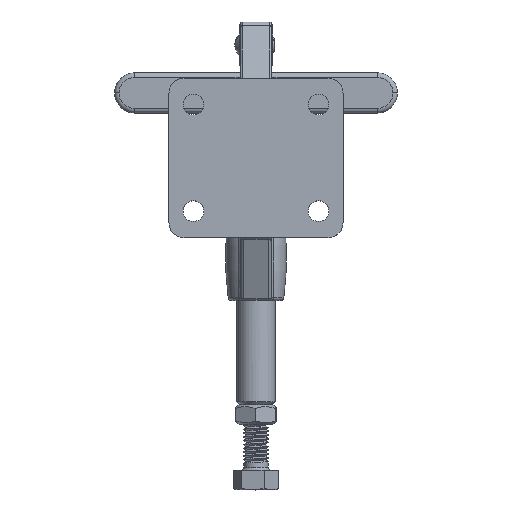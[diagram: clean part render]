
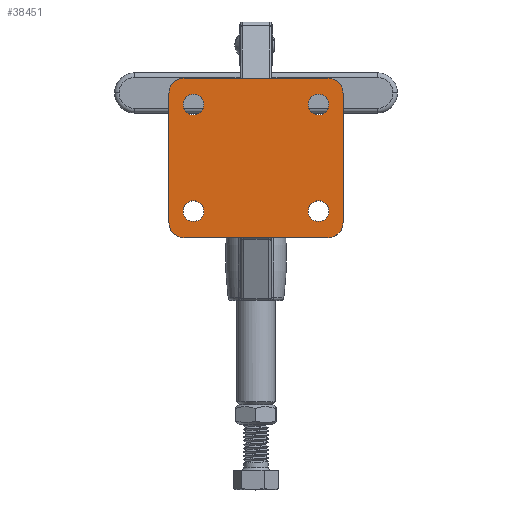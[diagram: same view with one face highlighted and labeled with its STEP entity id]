
A CAD part, top view. The second image highlights one B-rep face of the part: STEP entity #38451.
In plain terms, the highlighted planar face has unit normal (0, 0, 1).
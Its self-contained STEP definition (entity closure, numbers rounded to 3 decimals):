
#174 = DIRECTION ( 'NONE',  ( 0., 0., 1. ) ) ;
#591 = VERTEX_POINT ( 'NONE', #24361 ) ;
#945 = VERTEX_POINT ( 'NONE', #28733 ) ;
#999 = DIRECTION ( 'NONE',  ( -1., 0., 0. ) ) ;
#1297 = DIRECTION ( 'NONE',  ( -1., 0., 0. ) ) ;
#1356 = AXIS2_PLACEMENT_3D ( 'NONE', #25238, #6127, #28421 ) ;
#1486 = EDGE_CURVE ( 'NONE', #26519, #10316, #34501, .T. ) ;
#1537 = CARTESIAN_POINT ( 'NONE',  ( 23.6, 47.4, 0. ) ) ;
#1695 = CARTESIAN_POINT ( 'NONE',  ( 17.15, 8.7, 0. ) ) ;
#2247 = VERTEX_POINT ( 'NONE', #6048 ) ;
#3393 = EDGE_CURVE ( 'NONE', #591, #27869, #30416, .T. ) ;
#3695 = ORIENTED_EDGE ( 'NONE', *, *, #5804, .F. ) ;
#4044 = CARTESIAN_POINT ( 'NONE',  ( -20.55, 43.7, 0. ) ) ;
#4478 = EDGE_CURVE ( 'NONE', #10316, #26519, #40282, .T. ) ;
#4744 = DIRECTION ( 'NONE',  ( -1., 0., 0. ) ) ;
#4768 = VECTOR ( 'NONE', #36283, 1000. ) ;
#4798 = ORIENTED_EDGE ( 'NONE', *, *, #39646, .T. ) ;
#4886 = PLANE ( 'NONE',  #5923 ) ;
#5003 = VECTOR ( 'NONE', #27679, 1000. ) ;
#5461 = LINE ( 'NONE', #35261, #21440 ) ;
#5804 = EDGE_CURVE ( 'NONE', #10510, #7559, #38735, .T. ) ;
#5862 = VERTEX_POINT ( 'NONE', #13146 ) ;
#5923 = AXIS2_PLACEMENT_3D ( 'NONE', #17580, #27171, #8096 ) ;
#5937 = EDGE_LOOP ( 'NONE', ( #15399, #32175 ) ) ;
#6048 = CARTESIAN_POINT ( 'NONE',  ( 28.6, 47.4, 0. ) ) ;
#6127 = DIRECTION ( 'NONE',  ( 0., 0., 1. ) ) ;
#6267 = AXIS2_PLACEMENT_3D ( 'NONE', #39131, #20107, #999 ) ;
#7043 = CARTESIAN_POINT ( 'NONE',  ( -28.6, 0., 0. ) ) ;
#7261 = DIRECTION ( 'NONE',  ( -1., 0., 0. ) ) ;
#7559 = VERTEX_POINT ( 'NONE', #14016 ) ;
#7732 = DIRECTION ( 'NONE',  ( 0., 0., 1. ) ) ;
#8018 = AXIS2_PLACEMENT_3D ( 'NONE', #9033, #31312, #12263 ) ;
#8096 = DIRECTION ( 'NONE',  ( -1., 0., 0. ) ) ;
#8331 = AXIS2_PLACEMENT_3D ( 'NONE', #1537, #23854, #4744 ) ;
#8398 = EDGE_CURVE ( 'NONE', #37950, #5862, #30174, .T. ) ;
#8776 = CARTESIAN_POINT ( 'NONE',  ( -23.95, 43.7, 0. ) ) ;
#8878 = EDGE_CURVE ( 'NONE', #37233, #37950, #36123, .T. ) ;
#9033 = CARTESIAN_POINT ( 'NONE',  ( -20.55, 8.7, 0. ) ) ;
#9143 = FACE_BOUND ( 'NONE', #28718, .T. ) ;
#9544 = EDGE_LOOP ( 'NONE', ( #23503, #24939 ) ) ;
#9599 = LINE ( 'NONE', #36593, #25552 ) ;
#10158 = FACE_BOUND ( 'NONE', #9544, .T. ) ;
#10316 = VERTEX_POINT ( 'NONE', #41199 ) ;
#10382 = CIRCLE ( 'NONE', #24368, 3.4 ) ;
#10458 = ORIENTED_EDGE ( 'NONE', *, *, #3393, .F. ) ;
#10474 = DIRECTION ( 'NONE',  ( 0., 0., 1. ) ) ;
#10510 = VERTEX_POINT ( 'NONE', #36100 ) ;
#10717 = EDGE_CURVE ( 'NONE', #40126, #24461, #36045, .T. ) ;
#10754 = ORIENTED_EDGE ( 'NONE', *, *, #36512, .F. ) ;
#11130 = CARTESIAN_POINT ( 'NONE',  ( 23.6, 52.4, 0. ) ) ;
#11244 = VERTEX_POINT ( 'NONE', #16988 ) ;
#11825 = CIRCLE ( 'NONE', #32701, 3.4 ) ;
#12263 = DIRECTION ( 'NONE',  ( 1., 0., 0. ) ) ;
#12360 = CARTESIAN_POINT ( 'NONE',  ( -23.6, 0., 0. ) ) ;
#12905 = EDGE_LOOP ( 'NONE', ( #4798, #14439, #18418, #37252, #39006, #25974, #10458, #13233 ) ) ;
#13146 = CARTESIAN_POINT ( 'NONE',  ( 23.6, 0., 0. ) ) ;
#13207 = CIRCLE ( 'NONE', #8331, 5. ) ;
#13233 = ORIENTED_EDGE ( 'NONE', *, *, #35739, .T. ) ;
#13416 = AXIS2_PLACEMENT_3D ( 'NONE', #29535, #10474, #32766 ) ;
#14016 = CARTESIAN_POINT ( 'NONE',  ( -23.95, 8.7, 0. ) ) ;
#14267 = CIRCLE ( 'NONE', #1356, 3.4 ) ;
#14439 = ORIENTED_EDGE ( 'NONE', *, *, #8878, .T. ) ;
#14570 = DIRECTION ( 'NONE',  ( 0., 0., 1. ) ) ;
#14615 = AXIS2_PLACEMENT_3D ( 'NONE', #19270, #174, #22457 ) ;
#15399 = ORIENTED_EDGE ( 'NONE', *, *, #4478, .F. ) ;
#15736 = CARTESIAN_POINT ( 'NONE',  ( -23.6, 47.4, 0. ) ) ;
#16198 = DIRECTION ( 'NONE',  ( 0., -1., 0. ) ) ;
#16398 = DIRECTION ( 'NONE',  ( 0., 0., 1. ) ) ;
#16988 = CARTESIAN_POINT ( 'NONE',  ( 23.95, 43.7, 0. ) ) ;
#17170 = ORIENTED_EDGE ( 'NONE', *, *, #35665, .F. ) ;
#17580 = CARTESIAN_POINT ( 'NONE',  ( -28.6, 52.4, 0. ) ) ;
#18418 = ORIENTED_EDGE ( 'NONE', *, *, #8398, .T. ) ;
#18931 = DIRECTION ( 'NONE',  ( -1., 0., 0. ) ) ;
#19270 = CARTESIAN_POINT ( 'NONE',  ( -20.55, 8.7, 0. ) ) ;
#19833 = AXIS2_PLACEMENT_3D ( 'NONE', #38635, #16398, #35467 ) ;
#20107 = DIRECTION ( 'NONE',  ( 0., 0., 1. ) ) ;
#20109 = EDGE_CURVE ( 'NONE', #2247, #37304, #5461, .T. ) ;
#20411 = DIRECTION ( 'NONE',  ( 0., 0., 1. ) ) ;
#21246 = VERTEX_POINT ( 'NONE', #26532 ) ;
#21414 = EDGE_CURVE ( 'NONE', #24461, #40126, #10382, .T. ) ;
#21440 = VECTOR ( 'NONE', #16198, 1000. ) ;
#22457 = DIRECTION ( 'NONE',  ( 1., 0., 0. ) ) ;
#22648 = CIRCLE ( 'NONE', #13416, 5. ) ;
#23503 = ORIENTED_EDGE ( 'NONE', *, *, #21414, .F. ) ;
#23854 = DIRECTION ( 'NONE',  ( 0., 0., 1. ) ) ;
#24361 = CARTESIAN_POINT ( 'NONE',  ( -23.6, 52.4, 0. ) ) ;
#24368 = AXIS2_PLACEMENT_3D ( 'NONE', #33630, #14570, #36806 ) ;
#24461 = VERTEX_POINT ( 'NONE', #26793 ) ;
#24939 = ORIENTED_EDGE ( 'NONE', *, *, #10717, .F. ) ;
#25115 = FACE_OUTER_BOUND ( 'NONE', #12905, .T. ) ;
#25238 = CARTESIAN_POINT ( 'NONE',  ( 20.55, 43.7, 0. ) ) ;
#25552 = VECTOR ( 'NONE', #39760, 1000. ) ;
#25974 = ORIENTED_EDGE ( 'NONE', *, *, #37312, .T. ) ;
#25975 = EDGE_CURVE ( 'NONE', #11244, #945, #11825, .T. ) ;
#26105 = FACE_BOUND ( 'NONE', #5937, .T. ) ;
#26373 = DIRECTION ( 'NONE',  ( 0., 0., 1. ) ) ;
#26519 = VERTEX_POINT ( 'NONE', #1695 ) ;
#26532 = CARTESIAN_POINT ( 'NONE',  ( -28.6, 47.4, 0. ) ) ;
#26793 = CARTESIAN_POINT ( 'NONE',  ( -17.15, 43.7, 0. ) ) ;
#26824 = CARTESIAN_POINT ( 'NONE',  ( 20.55, 43.7, 0. ) ) ;
#26904 = CARTESIAN_POINT ( 'NONE',  ( 28.6, 5., 0. ) ) ;
#27171 = DIRECTION ( 'NONE',  ( 0., 0., -1. ) ) ;
#27241 = AXIS2_PLACEMENT_3D ( 'NONE', #15736, #37969, #18931 ) ;
#27679 = DIRECTION ( 'NONE',  ( 1., 0., 0. ) ) ;
#27869 = VERTEX_POINT ( 'NONE', #11130 ) ;
#28421 = DIRECTION ( 'NONE',  ( 1., 0., 0. ) ) ;
#28718 = EDGE_LOOP ( 'NONE', ( #37146, #10754 ) ) ;
#28733 = CARTESIAN_POINT ( 'NONE',  ( 17.15, 43.7, 0. ) ) ;
#29535 = CARTESIAN_POINT ( 'NONE',  ( 23.6, 5., 0. ) ) ;
#30011 = DIRECTION ( 'NONE',  ( 1., 0., 0. ) ) ;
#30140 = AXIS2_PLACEMENT_3D ( 'NONE', #39430, #20411, #1297 ) ;
#30174 = LINE ( 'NONE', #7043, #4768 ) ;
#30211 = CIRCLE ( 'NONE', #27241, 5. ) ;
#30416 = LINE ( 'NONE', #33960, #5003 ) ;
#31312 = DIRECTION ( 'NONE',  ( 0., 0., 1. ) ) ;
#32175 = ORIENTED_EDGE ( 'NONE', *, *, #1486, .F. ) ;
#32620 = CARTESIAN_POINT ( 'NONE',  ( -28.6, 5., 0. ) ) ;
#32701 = AXIS2_PLACEMENT_3D ( 'NONE', #26824, #7732, #30011 ) ;
#32766 = DIRECTION ( 'NONE',  ( -1., 0., 0. ) ) ;
#33603 = FACE_BOUND ( 'NONE', #35144, .T. ) ;
#33630 = CARTESIAN_POINT ( 'NONE',  ( -20.55, 43.7, 0. ) ) ;
#33960 = CARTESIAN_POINT ( 'NONE',  ( -28.6, 52.4, 0. ) ) ;
#34501 = CIRCLE ( 'NONE', #19833, 3.4 ) ;
#35144 = EDGE_LOOP ( 'NONE', ( #3695, #17170 ) ) ;
#35261 = CARTESIAN_POINT ( 'NONE',  ( 28.6, 52.4, 0. ) ) ;
#35467 = DIRECTION ( 'NONE',  ( -1., 0., 0. ) ) ;
#35665 = EDGE_CURVE ( 'NONE', #7559, #10510, #40633, .T. ) ;
#35739 = EDGE_CURVE ( 'NONE', #591, #21246, #30211, .T. ) ;
#36045 = CIRCLE ( 'NONE', #38480, 3.4 ) ;
#36100 = CARTESIAN_POINT ( 'NONE',  ( -17.15, 8.7, 0. ) ) ;
#36123 = CIRCLE ( 'NONE', #30140, 5. ) ;
#36283 = DIRECTION ( 'NONE',  ( 1., 0., 0. ) ) ;
#36512 = EDGE_CURVE ( 'NONE', #945, #11244, #14267, .T. ) ;
#36593 = CARTESIAN_POINT ( 'NONE',  ( -28.6, 52.4, 0. ) ) ;
#36806 = DIRECTION ( 'NONE',  ( -1., 0., 0. ) ) ;
#37146 = ORIENTED_EDGE ( 'NONE', *, *, #25975, .F. ) ;
#37233 = VERTEX_POINT ( 'NONE', #32620 ) ;
#37239 = EDGE_CURVE ( 'NONE', #5862, #37304, #22648, .T. ) ;
#37252 = ORIENTED_EDGE ( 'NONE', *, *, #37239, .T. ) ;
#37304 = VERTEX_POINT ( 'NONE', #26904 ) ;
#37312 = EDGE_CURVE ( 'NONE', #2247, #27869, #13207, .T. ) ;
#37950 = VERTEX_POINT ( 'NONE', #12360 ) ;
#37969 = DIRECTION ( 'NONE',  ( 0., 0., 1. ) ) ;
#38451 = ADVANCED_FACE ( 'NONE', ( #10158, #9143, #26105, #33603, #25115 ), #4886, .F. ) ;
#38480 = AXIS2_PLACEMENT_3D ( 'NONE', #4044, #26373, #7261 ) ;
#38635 = CARTESIAN_POINT ( 'NONE',  ( 20.55, 8.7, 0. ) ) ;
#38735 = CIRCLE ( 'NONE', #14615, 3.4 ) ;
#39006 = ORIENTED_EDGE ( 'NONE', *, *, #20109, .F. ) ;
#39131 = CARTESIAN_POINT ( 'NONE',  ( 20.55, 8.7, 0. ) ) ;
#39430 = CARTESIAN_POINT ( 'NONE',  ( -23.6, 5., 0. ) ) ;
#39646 = EDGE_CURVE ( 'NONE', #21246, #37233, #9599, .T. ) ;
#39760 = DIRECTION ( 'NONE',  ( 0., -1., 0. ) ) ;
#40126 = VERTEX_POINT ( 'NONE', #8776 ) ;
#40282 = CIRCLE ( 'NONE', #6267, 3.4 ) ;
#40633 = CIRCLE ( 'NONE', #8018, 3.4 ) ;
#41199 = CARTESIAN_POINT ( 'NONE',  ( 23.95, 8.7, 0. ) ) ;
